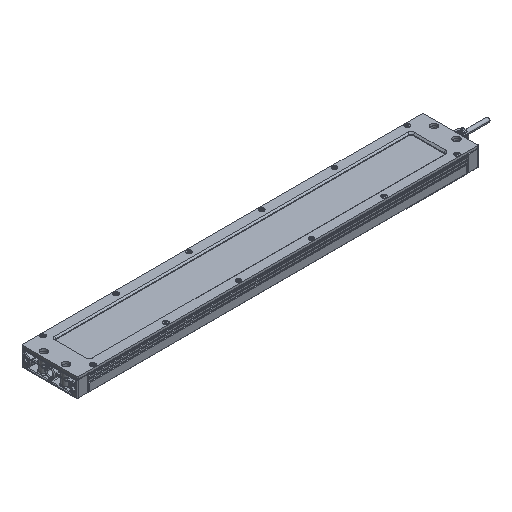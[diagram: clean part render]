
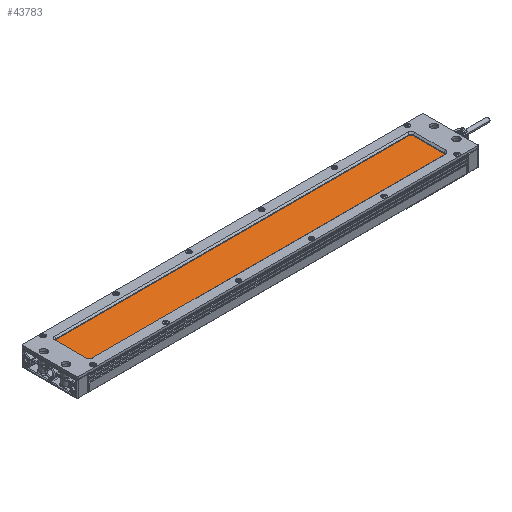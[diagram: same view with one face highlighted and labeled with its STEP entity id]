
A CAD part, isometric view. The second image highlights one B-rep face of the part: STEP entity #43783.
In plain terms, the highlighted planar face has unit normal (0, 0, 1).
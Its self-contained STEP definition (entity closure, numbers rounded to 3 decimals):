
#42616=CARTESIAN_POINT('',(15.0,36.5,23.));
#42617=VERTEX_POINT('',#42616);
#42625=CARTESIAN_POINT('',(525.,36.5,23.));
#42626=VERTEX_POINT('',#42625);
#42627=CARTESIAN_POINT('',(15.0,36.5,23.));
#42628=DIRECTION('',(1.0,0.0,0.0));
#42629=VECTOR('',#42628,510.);
#42630=LINE('',#42627,#42629);
#42631=EDGE_CURVE('',#42617,#42626,#42630,.T.);
#43753=CARTESIAN_POINT('',(15.0,-36.5,23.));
#43754=DIRECTION('',(0.0,0.0,1.0));
#43755=DIRECTION('',(1.0,0.0,0.0));
#43756=AXIS2_PLACEMENT_3D('',#43753,#43754,#43755);
#43757=PLANE('',#43756);
#43758=CARTESIAN_POINT('',(525.,-36.5,23.));
#43759=VERTEX_POINT('',#43758);
#43760=CARTESIAN_POINT('',(525.0,-36.5,23.));
#43761=DIRECTION('',(0.0,1.0,0.0));
#43762=VECTOR('',#43761,73.);
#43763=LINE('',#43760,#43762);
#43764=EDGE_CURVE('',#43759,#42626,#43763,.T.);
#43765=ORIENTED_EDGE('',*,*,#43764,.T.);
#43766=ORIENTED_EDGE('',*,*,#42631,.F.);
#43767=CARTESIAN_POINT('',(15.0,-36.5,23.));
#43768=VERTEX_POINT('',#43767);
#43769=CARTESIAN_POINT('',(15.0,36.5,23.));
#43770=DIRECTION('',(0.0,-1.0,0.0));
#43771=VECTOR('',#43770,73.);
#43772=LINE('',#43769,#43771);
#43773=EDGE_CURVE('',#42617,#43768,#43772,.T.);
#43774=ORIENTED_EDGE('',*,*,#43773,.T.);
#43775=CARTESIAN_POINT('',(15.0,-36.5,23.));
#43776=DIRECTION('',(1.0,0.0,0.0));
#43777=VECTOR('',#43776,510.);
#43778=LINE('',#43775,#43777);
#43779=EDGE_CURVE('',#43768,#43759,#43778,.T.);
#43780=ORIENTED_EDGE('',*,*,#43779,.T.);
#43781=EDGE_LOOP('',(#43765,#43766,#43774,#43780));
#43782=FACE_OUTER_BOUND('',#43781,.T.);
#43783=ADVANCED_FACE('',(#43782),#43757,.T.);
